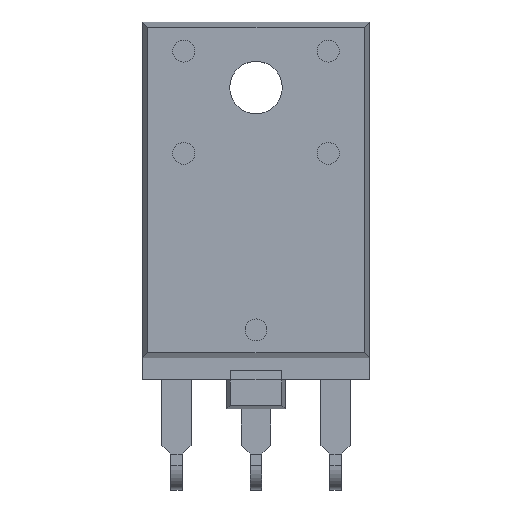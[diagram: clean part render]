
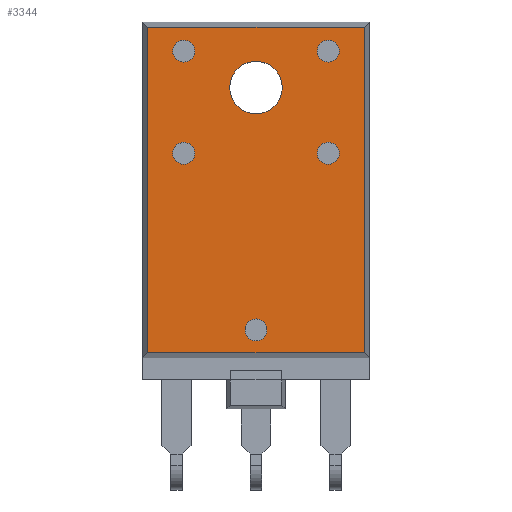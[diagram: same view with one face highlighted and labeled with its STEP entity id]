
A CAD part, top view. The second image highlights one B-rep face of the part: STEP entity #3344.
In plain terms, the highlighted planar face has unit normal (0, 0, 1).
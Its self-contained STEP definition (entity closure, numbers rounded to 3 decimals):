
#2764=CARTESIAN_POINT('',(-1.8,27.1,5.5));
#2765=VERTEX_POINT('',#2764);
#2781=CARTESIAN_POINT('',(1.8,27.1,5.5));
#2782=VERTEX_POINT('',#2781);
#2789=CARTESIAN_POINT('',(0.,27.1,5.5));
#2790=DIRECTION('',(0.0,0.0,-1.0));
#2791=DIRECTION('',(-1.0,0.0,0.0));
#2792=AXIS2_PLACEMENT_3D('',#2789,#2790,#2791);
#2793=CIRCLE('',#2792,1.8);
#2794=EDGE_CURVE('',#2765,#2782,#2793,.T.);
#2804=CARTESIAN_POINT('',(-0.75,10.5,5.5));
#2805=VERTEX_POINT('',#2804);
#2814=CARTESIAN_POINT('',(0.75,10.5,5.5));
#2815=VERTEX_POINT('',#2814);
#2816=CARTESIAN_POINT('',(0.,10.5,5.5));
#2817=DIRECTION('',(0.0,0.0,-1.0));
#2818=DIRECTION('',(-1.0,0.0,0.0));
#2819=AXIS2_PLACEMENT_3D('',#2816,#2817,#2818);
#2820=CIRCLE('',#2819,0.75);
#2821=EDGE_CURVE('',#2815,#2805,#2820,.T.);
#2846=CARTESIAN_POINT('',(-5.7,22.6,5.5));
#2847=VERTEX_POINT('',#2846);
#2856=CARTESIAN_POINT('',(-4.2,22.6,5.5));
#2857=VERTEX_POINT('',#2856);
#2858=CARTESIAN_POINT('',(-4.95,22.6,5.5));
#2859=DIRECTION('',(0.0,0.0,-1.0));
#2860=DIRECTION('',(-1.0,0.0,0.0));
#2861=AXIS2_PLACEMENT_3D('',#2858,#2859,#2860);
#2862=CIRCLE('',#2861,0.75);
#2863=EDGE_CURVE('',#2857,#2847,#2862,.T.);
#2888=CARTESIAN_POINT('',(4.2,22.6,5.5));
#2889=VERTEX_POINT('',#2888);
#2898=CARTESIAN_POINT('',(5.7,22.6,5.5));
#2899=VERTEX_POINT('',#2898);
#2900=CARTESIAN_POINT('',(4.95,22.6,5.5));
#2901=DIRECTION('',(0.0,0.0,-1.0));
#2902=DIRECTION('',(-1.0,0.0,0.0));
#2903=AXIS2_PLACEMENT_3D('',#2900,#2901,#2902);
#2904=CIRCLE('',#2903,0.75);
#2905=EDGE_CURVE('',#2899,#2889,#2904,.T.);
#2930=CARTESIAN_POINT('',(4.2,29.6,5.5));
#2931=VERTEX_POINT('',#2930);
#2940=CARTESIAN_POINT('',(5.7,29.6,5.5));
#2941=VERTEX_POINT('',#2940);
#2942=CARTESIAN_POINT('',(4.95,29.6,5.5));
#2943=DIRECTION('',(0.0,0.0,-1.0));
#2944=DIRECTION('',(-1.0,0.0,0.0));
#2945=AXIS2_PLACEMENT_3D('',#2942,#2943,#2944);
#2946=CIRCLE('',#2945,0.75);
#2947=EDGE_CURVE('',#2941,#2931,#2946,.T.);
#2972=CARTESIAN_POINT('',(-5.7,29.6,5.5));
#2973=VERTEX_POINT('',#2972);
#2982=CARTESIAN_POINT('',(-4.2,29.6,5.5));
#2983=VERTEX_POINT('',#2982);
#2984=CARTESIAN_POINT('',(-4.95,29.6,5.5));
#2985=DIRECTION('',(0.0,0.0,-1.0));
#2986=DIRECTION('',(-1.0,0.0,0.0));
#2987=AXIS2_PLACEMENT_3D('',#2984,#2985,#2986);
#2988=CIRCLE('',#2987,0.75);
#2989=EDGE_CURVE('',#2983,#2973,#2988,.T.);
#3023=CARTESIAN_POINT('',(-4.95,29.6,5.5));
#3024=DIRECTION('',(0.0,0.0,-1.0));
#3025=DIRECTION('',(-1.0,0.0,0.0));
#3026=AXIS2_PLACEMENT_3D('',#3023,#3024,#3025);
#3027=CIRCLE('',#3026,0.75);
#3028=EDGE_CURVE('',#2973,#2983,#3027,.T.);
#3057=CARTESIAN_POINT('',(4.95,29.6,5.5));
#3058=DIRECTION('',(0.0,0.0,-1.0));
#3059=DIRECTION('',(-1.0,0.0,0.0));
#3060=AXIS2_PLACEMENT_3D('',#3057,#3058,#3059);
#3061=CIRCLE('',#3060,0.75);
#3062=EDGE_CURVE('',#2931,#2941,#3061,.T.);
#3091=CARTESIAN_POINT('',(4.95,22.6,5.5));
#3092=DIRECTION('',(0.0,0.0,-1.0));
#3093=DIRECTION('',(-1.0,0.0,0.0));
#3094=AXIS2_PLACEMENT_3D('',#3091,#3092,#3093);
#3095=CIRCLE('',#3094,0.75);
#3096=EDGE_CURVE('',#2889,#2899,#3095,.T.);
#3125=CARTESIAN_POINT('',(-4.95,22.6,5.5));
#3126=DIRECTION('',(0.0,0.0,-1.0));
#3127=DIRECTION('',(-1.0,0.0,0.0));
#3128=AXIS2_PLACEMENT_3D('',#3125,#3126,#3127);
#3129=CIRCLE('',#3128,0.75);
#3130=EDGE_CURVE('',#2847,#2857,#3129,.T.);
#3159=CARTESIAN_POINT('',(0.,10.5,5.5));
#3160=DIRECTION('',(0.0,0.0,-1.0));
#3161=DIRECTION('',(-1.0,0.0,0.0));
#3162=AXIS2_PLACEMENT_3D('',#3159,#3160,#3161);
#3163=CIRCLE('',#3162,0.75);
#3164=EDGE_CURVE('',#2805,#2815,#3163,.T.);
#3184=CARTESIAN_POINT('',(7.4,31.25,5.5));
#3185=VERTEX_POINT('',#3184);
#3186=CARTESIAN_POINT('',(7.4,8.95,5.5));
#3187=VERTEX_POINT('',#3186);
#3188=CARTESIAN_POINT('',(7.4,31.25,5.5));
#3189=DIRECTION('',(0.0,-1.0,0.0));
#3190=VECTOR('',#3189,22.3);
#3191=LINE('',#3188,#3190);
#3192=EDGE_CURVE('',#3185,#3187,#3191,.T.);
#3232=CARTESIAN_POINT('',(-7.4,31.25,5.5));
#3233=VERTEX_POINT('',#3232);
#3240=CARTESIAN_POINT('',(-7.4,31.25,5.5));
#3241=DIRECTION('',(1.0,0.0,0.0));
#3242=VECTOR('',#3241,14.8);
#3243=LINE('',#3240,#3242);
#3244=EDGE_CURVE('',#3233,#3185,#3243,.T.);
#3255=CARTESIAN_POINT('',(-7.4,8.95,5.5));
#3256=VERTEX_POINT('',#3255);
#3257=CARTESIAN_POINT('',(7.4,8.95,5.5));
#3258=DIRECTION('',(-1.0,0.0,0.0));
#3259=VECTOR('',#3258,14.8);
#3260=LINE('',#3257,#3259);
#3261=EDGE_CURVE('',#3187,#3256,#3260,.T.);
#3293=CARTESIAN_POINT('',(-7.4,8.95,5.5));
#3294=DIRECTION('',(0.0,1.0,0.0));
#3295=VECTOR('',#3294,22.3);
#3296=LINE('',#3293,#3295);
#3297=EDGE_CURVE('',#3256,#3233,#3296,.T.);
#3303=CARTESIAN_POINT('',(7.75,31.6,5.5));
#3304=DIRECTION('',(0.0,0.0,1.0));
#3305=DIRECTION('',(1.0,0.0,0.0));
#3306=AXIS2_PLACEMENT_3D('',#3303,#3304,#3305);
#3307=PLANE('',#3306);
#3308=ORIENTED_EDGE('',*,*,#3192,.F.);
#3309=ORIENTED_EDGE('',*,*,#3244,.F.);
#3310=ORIENTED_EDGE('',*,*,#3297,.F.);
#3311=ORIENTED_EDGE('',*,*,#3261,.F.);
#3312=EDGE_LOOP('',(#3308,#3309,#3310,#3311));
#3313=FACE_OUTER_BOUND('',#3312,.T.);
#3314=ORIENTED_EDGE('',*,*,#3028,.T.);
#3315=ORIENTED_EDGE('',*,*,#2989,.T.);
#3316=EDGE_LOOP('',(#3314,#3315));
#3317=FACE_BOUND('',#3316,.T.);
#3318=ORIENTED_EDGE('',*,*,#3062,.T.);
#3319=ORIENTED_EDGE('',*,*,#2947,.T.);
#3320=EDGE_LOOP('',(#3318,#3319));
#3321=FACE_BOUND('',#3320,.T.);
#3322=ORIENTED_EDGE('',*,*,#3096,.T.);
#3323=ORIENTED_EDGE('',*,*,#2905,.T.);
#3324=EDGE_LOOP('',(#3322,#3323));
#3325=FACE_BOUND('',#3324,.T.);
#3326=ORIENTED_EDGE('',*,*,#3130,.T.);
#3327=ORIENTED_EDGE('',*,*,#2863,.T.);
#3328=EDGE_LOOP('',(#3326,#3327));
#3329=FACE_BOUND('',#3328,.T.);
#3330=ORIENTED_EDGE('',*,*,#3164,.T.);
#3331=ORIENTED_EDGE('',*,*,#2821,.T.);
#3332=EDGE_LOOP('',(#3330,#3331));
#3333=FACE_BOUND('',#3332,.T.);
#3334=ORIENTED_EDGE('',*,*,#2794,.T.);
#3335=CARTESIAN_POINT('',(0.,27.1,5.5));
#3336=DIRECTION('',(0.0,0.0,-1.0));
#3337=DIRECTION('',(-1.0,0.0,0.0));
#3338=AXIS2_PLACEMENT_3D('',#3335,#3336,#3337);
#3339=CIRCLE('',#3338,1.8);
#3340=EDGE_CURVE('',#2782,#2765,#3339,.T.);
#3341=ORIENTED_EDGE('',*,*,#3340,.T.);
#3342=EDGE_LOOP('',(#3334,#3341));
#3343=FACE_BOUND('',#3342,.T.);
#3344=ADVANCED_FACE('',(#3313,#3317,#3321,#3325,#3329,#3333,#3343),#3307,.T.);
